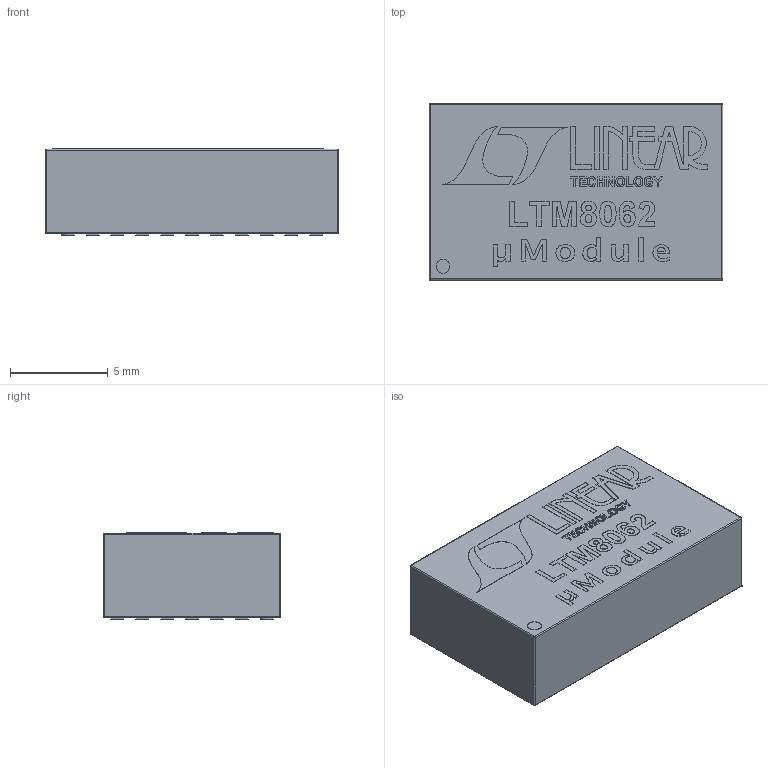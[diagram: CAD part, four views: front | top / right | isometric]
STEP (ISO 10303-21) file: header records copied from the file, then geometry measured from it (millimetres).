
FILE_DESCRIPTION (( 'STEP AP214' ), '1' );
FILE_NAME ('User Library-LTM8062.STEP', '2018-08-03T19:52:52', ( '' ), ( '' ), 'SwSTEP 2.0', 'SolidWorks 2018', '' );
FILE_SCHEMA (( 'AUTOMOTIVE_DESIGN' ));
Length unit declared in the file: millimetre
Products named in the file (1): User Library-LTM8062
Bounding box: 15 x 9 x 4.42 mm (x, y, z)
Volume: 584.3 mm3; surface area: 837 mm2
Topology: 79 solids, 79 shells, 888 faces, 2056 edges, 1364 vertices
Faces by surface type: plane 719, bspline 153, cylinder 12, sphere 4
Entity records: 41666 total; most frequent: CARTESIAN_POINT 11914, ORIENTED_EDGE 4104, DIRECTION 3242, EDGE_CURVE 2052, VECTOR 1722, LINE 1722, VERTEX_POINT 1364, UNCERTAINTY_MEASURE_WITH_UNIT 969
